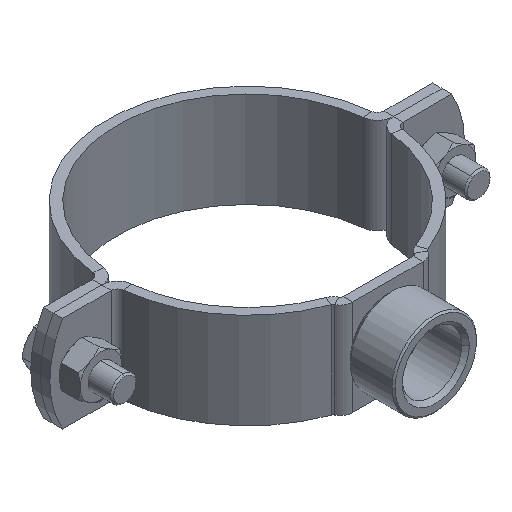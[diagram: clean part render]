
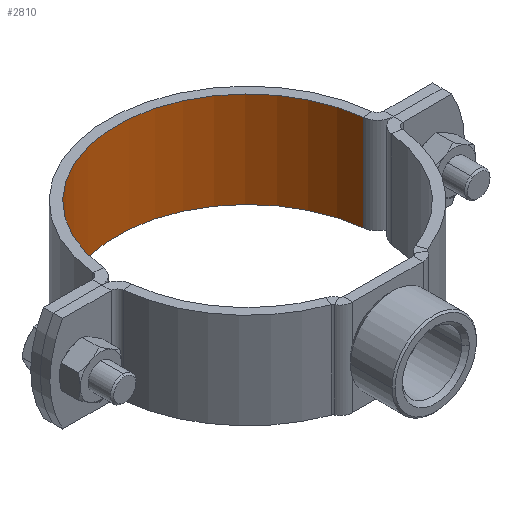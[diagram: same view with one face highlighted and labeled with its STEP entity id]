
A CAD part, isometric view. The second image highlights one B-rep face of the part: STEP entity #2810.
In plain terms, the highlighted cylindrical face has radius 41 mm (diameter 82 mm), a partial arc.
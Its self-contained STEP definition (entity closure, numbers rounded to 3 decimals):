
#116 = FACE_OUTER_BOUND ( 'NONE', #2916, .T. ) ;
#168 = DIRECTION ( 'NONE',  ( 0., 0., -1. ) ) ;
#213 = CARTESIAN_POINT ( 'NONE',  ( 0., 0., 15. ) ) ;
#220 = DIRECTION ( 'NONE',  ( 0., 0., 1. ) ) ;
#221 = DIRECTION ( 'NONE',  ( 1., 0., 0. ) ) ;
#277 = EDGE_CURVE ( 'NONE', #1609, #3426, #4676, .T. ) ;
#329 = AXIS2_PLACEMENT_3D ( 'NONE', #213, #220, #221 ) ;
#349 = AXIS2_PLACEMENT_3D ( 'NONE', #1503, #3025, #4442 ) ;
#377 = EDGE_CURVE ( 'NONE', #3426, #3358, #444, .T. ) ;
#444 = LINE ( 'NONE', #446, #1535 ) ;
#446 = CARTESIAN_POINT ( 'NONE',  ( 40.757, -4.457, 15. ) ) ;
#455 = DIRECTION ( 'NONE',  ( 0., 0., -1. ) ) ;
#964 = ORIENTED_EDGE ( 'NONE', *, *, #2437, .F. ) ;
#1003 = CARTESIAN_POINT ( 'NONE',  ( 40.757, -4.457, -15. ) ) ;
#1061 = CARTESIAN_POINT ( 'NONE',  ( 40.757, -4.457, 15. ) ) ;
#1067 = CARTESIAN_POINT ( 'NONE',  ( -40.757, -4.457, 15. ) ) ;
#1136 = ORIENTED_EDGE ( 'NONE', *, *, #377, .T. ) ;
#1170 = ORIENTED_EDGE ( 'NONE', *, *, #1592, .F. ) ;
#1438 = DIRECTION ( 'NONE',  ( -1., 0., 0. ) ) ;
#1503 = CARTESIAN_POINT ( 'NONE',  ( 0., 0., -15. ) ) ;
#1535 = VECTOR ( 'NONE', #455, 1000. ) ;
#1592 = EDGE_CURVE ( 'NONE', #1609, #4641, #2299, .T. ) ;
#1609 = VERTEX_POINT ( 'NONE', #1067 ) ;
#1861 = CYLINDRICAL_SURFACE ( 'NONE', #4102, 41. ) ;
#2299 = LINE ( 'NONE', #3713, #3494 ) ;
#2437 = EDGE_CURVE ( 'NONE', #4641, #3358, #4699, .T. ) ;
#2810 = ADVANCED_FACE ( 'NONE', ( #116 ), #1861, .F. ) ;
#2916 = EDGE_LOOP ( 'NONE', ( #964, #1170, #4025, #1136 ) ) ;
#3025 = DIRECTION ( 'NONE',  ( 0., 0., 1. ) ) ;
#3316 = CARTESIAN_POINT ( 'NONE',  ( 0., 0., 15. ) ) ;
#3358 = VERTEX_POINT ( 'NONE', #1003 ) ;
#3426 = VERTEX_POINT ( 'NONE', #1061 ) ;
#3494 = VECTOR ( 'NONE', #168, 1000. ) ;
#3713 = CARTESIAN_POINT ( 'NONE',  ( -40.757, -4.457, 15. ) ) ;
#4025 = ORIENTED_EDGE ( 'NONE', *, *, #277, .T. ) ;
#4102 = AXIS2_PLACEMENT_3D ( 'NONE', #3316, #4748, #1438 ) ;
#4442 = DIRECTION ( 'NONE',  ( 1., 0., 0. ) ) ;
#4641 = VERTEX_POINT ( 'NONE', #4998 ) ;
#4676 = CIRCLE ( 'NONE', #329, 41. ) ;
#4699 = CIRCLE ( 'NONE', #349, 41. ) ;
#4748 = DIRECTION ( 'NONE',  ( 0., 0., -1. ) ) ;
#4998 = CARTESIAN_POINT ( 'NONE',  ( -40.757, -4.457, -15. ) ) ;
